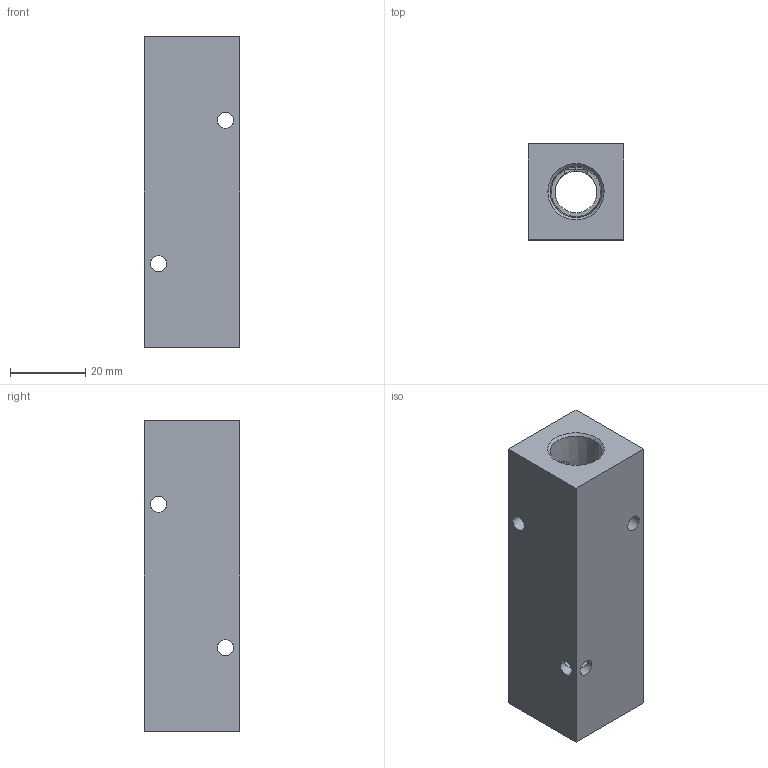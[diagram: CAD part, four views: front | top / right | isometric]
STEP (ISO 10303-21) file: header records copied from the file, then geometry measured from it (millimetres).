
FILE_DESCRIPTION (( 'STEP AP203' ), '1' );
FILE_NAME ('MRS-4CB.step', '2015-12-02T21:11:37', ( '' ), ( '' ), 'SwSTEP 2.0', 'SolidWorks 2015', '' );
FILE_SCHEMA (( 'CONFIG_CONTROL_DESIGN' ));
Length unit declared in the file: inch
Products named in the file (1): MRS-4CB
Bounding box: 25.4 x 25.4 x 82.55 mm (x, y, z)
Volume: 40601.2 mm3; surface area: 14001.9 mm2
Topology: 1 solids, 1 shells, 61 faces, 165 edges, 102 vertices
Faces by surface type: cylinder 25, cone 24, plane 12
Entity records: 2322 total; most frequent: CARTESIAN_POINT 700, ORIENTED_EDGE 330, DIRECTION 321, EDGE_CURVE 165, AXIS2_PLACEMENT_3D 129, VERTEX_POINT 102, EDGE_LOOP 79, CIRCLE 67
